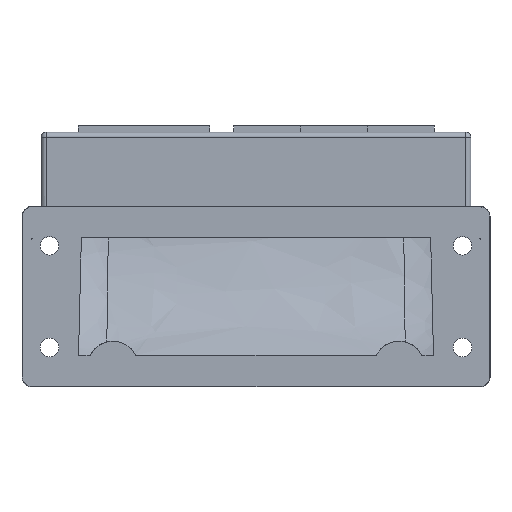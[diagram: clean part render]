
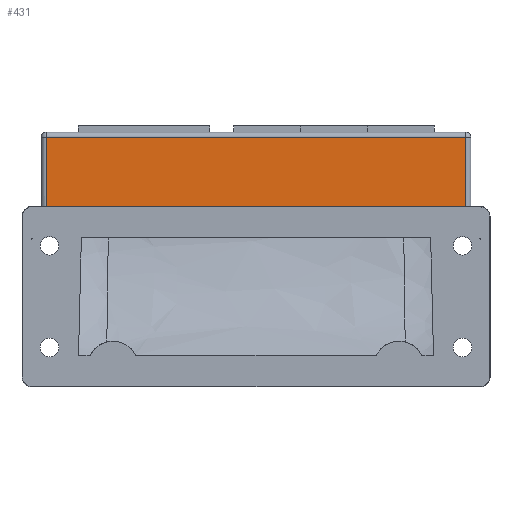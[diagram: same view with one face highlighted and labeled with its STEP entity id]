
A CAD part, front view. The second image highlights one B-rep face of the part: STEP entity #431.
In plain terms, the highlighted planar face has unit normal (0, -1, 0).
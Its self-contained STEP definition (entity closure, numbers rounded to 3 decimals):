
#431=ADVANCED_FACE('NONE',(#1680),#1681,.F.);
#1680=FACE_OUTER_BOUND('',#8174,.T.);
#1681=PLANE('',#8175);
#8174=EDGE_LOOP('',(#14449,#14450,#14451,#14452,#14453));
#8175=AXIS2_PLACEMENT_3D('',#14454,#14455,#14456);
#14449=ORIENTED_EDGE('',*,*,#20529,.F.);
#14450=ORIENTED_EDGE('',*,*,#20318,.T.);
#14451=ORIENTED_EDGE('',*,*,#20530,.T.);
#14452=ORIENTED_EDGE('',*,*,#20322,.T.);
#14453=ORIENTED_EDGE('',*,*,#20531,.F.);
#14454=CARTESIAN_POINT('',(0.0,3.0,0.0));
#14455=DIRECTION('',(0.0,1.0,0.0));
#14456=DIRECTION('',(1.0,0.0,-0.0));
#20318=EDGE_CURVE('NONE',#22971,#22964,#22974,.T.);
#20322=EDGE_CURVE('NONE',#22976,#22980,#22982,.T.);
#20529=EDGE_CURVE('NONE',#22971,#23353,#23354,.T.);
#20530=EDGE_CURVE('NONE',#22964,#22976,#23355,.T.);
#20531=EDGE_CURVE('NONE',#23353,#22980,#23356,.T.);
#22964=VERTEX_POINT('NONE',#28826);
#22971=VERTEX_POINT('NONE',#28833);
#22974=LINE('',#28847,#28848);
#22976=VERTEX_POINT('NONE',#28850);
#22980=VERTEX_POINT('NONE',#28855);
#22982=LINE('',#28867,#28868);
#23353=VERTEX_POINT('NONE',#29496);
#23354=LINE('',#29497,#29498);
#23355=LINE('',#29499,#29500);
#23356=LINE('',#29501,#29502);
#28826=CARTESIAN_POINT('',(66.041,3.0,-1.6));
#28833=CARTESIAN_POINT('',(66.041,3.0,-23.4));
#28847=CARTESIAN_POINT('',(66.041,3.0,0.0));
#28848=VECTOR('',#37009,1000.0);
#28850=CARTESIAN_POINT('',(-66.041,3.0,-1.6));
#28855=CARTESIAN_POINT('',(-66.041,3.0,-23.4));
#28867=CARTESIAN_POINT('',(-66.041,3.0,0.0));
#28868=VECTOR('',#37014,1000.0);
#29496=CARTESIAN_POINT('',(0.,3.0,-23.4));
#29497=CARTESIAN_POINT('',(0.0,3.0,-23.4));
#29498=VECTOR('',#37411,1000.0);
#29499=CARTESIAN_POINT('',(0.0,3.0,-1.6));
#29500=VECTOR('',#37412,1000.0);
#29501=CARTESIAN_POINT('',(0.0,3.0,-23.4));
#29502=VECTOR('',#37413,1000.0);
#37009=DIRECTION('',(0.0,-0.0,1.0));
#37014=DIRECTION('',(0.0,0.0,-1.0));
#37411=DIRECTION('',(-1.0,0.0,0.0));
#37412=DIRECTION('',(-1.0,0.0,-0.0));
#37413=DIRECTION('',(-1.0,0.0,0.0));
